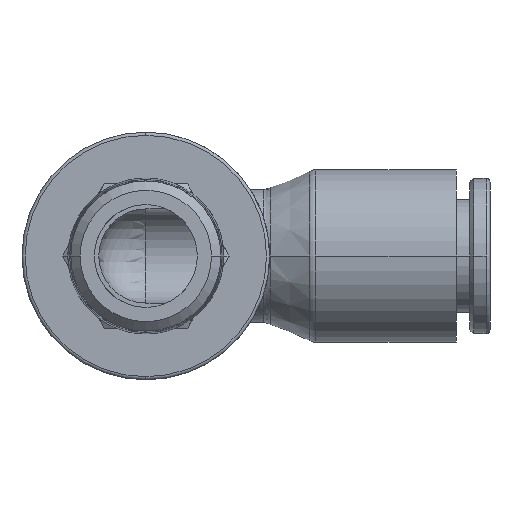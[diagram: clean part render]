
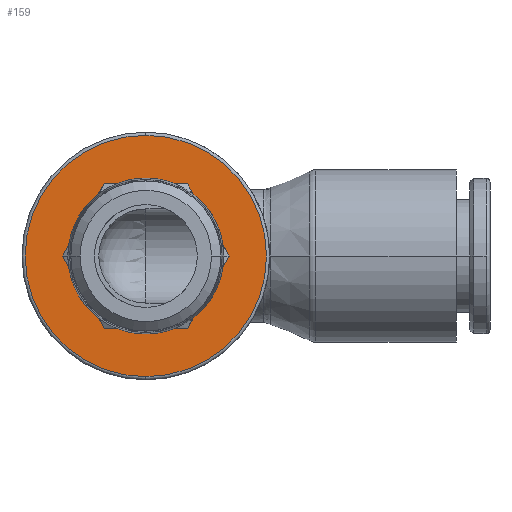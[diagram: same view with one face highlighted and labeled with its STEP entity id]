
A CAD part, front view. The second image highlights one B-rep face of the part: STEP entity #159.
In plain terms, the highlighted planar face has unit normal (0, -1, 0).
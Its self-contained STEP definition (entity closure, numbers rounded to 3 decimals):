
#159=ADVANCED_FACE('',(#404,#405),#406,.T.);
#404=FACE_BOUND('',#668,.T.);
#405=FACE_OUTER_BOUND('',#669,.T.);
#406=PLANE('',#670);
#668=EDGE_LOOP('',(#1618,#1619,#1620,#1621,#1622,#1623,#1624,#1625,#1626,#1627,#1628,#1629,#1630,#1631));
#669=EDGE_LOOP('',(#1632,#1633,#1634));
#670=AXIS2_PLACEMENT_3D('',#1635,#1636,#1637);
#1618=ORIENTED_EDGE('',*,*,#2027,.T.);
#1619=ORIENTED_EDGE('',*,*,#2023,.T.);
#1620=ORIENTED_EDGE('',*,*,#2020,.T.);
#1621=ORIENTED_EDGE('',*,*,#2016,.T.);
#1622=ORIENTED_EDGE('',*,*,#1807,.T.);
#1623=ORIENTED_EDGE('',*,*,#2015,.T.);
#1624=ORIENTED_EDGE('',*,*,#2000,.T.);
#1625=ORIENTED_EDGE('',*,*,#2030,.T.);
#1626=ORIENTED_EDGE('',*,*,#2007,.T.);
#1627=ORIENTED_EDGE('',*,*,#2031,.T.);
#1628=ORIENTED_EDGE('',*,*,#2013,.T.);
#1629=ORIENTED_EDGE('',*,*,#2032,.T.);
#1630=ORIENTED_EDGE('',*,*,#1802,.T.);
#1631=ORIENTED_EDGE('',*,*,#2033,.T.);
#1632=ORIENTED_EDGE('',*,*,#2036,.F.);
#1633=ORIENTED_EDGE('',*,*,#2037,.F.);
#1634=ORIENTED_EDGE('',*,*,#1787,.F.);
#1635=CARTESIAN_POINT('',(-3.85,4.5,0.0));
#1636=DIRECTION('',(0.,-1.0,0.0));
#1637=DIRECTION('',(1.0,0.,0.0));
#1787=EDGE_CURVE('',#2167,#2169,#2170,.T.);
#1802=EDGE_CURVE('',#2193,#2195,#2197,.T.);
#1807=EDGE_CURVE('',#2207,#2204,#2208,.T.);
#2000=EDGE_CURVE('',#2515,#2513,#2516,.T.);
#2007=EDGE_CURVE('',#2526,#2524,#2527,.T.);
#2013=EDGE_CURVE('',#2534,#2532,#2535,.T.);
#2015=EDGE_CURVE('',#2204,#2515,#2537,.T.);
#2016=EDGE_CURVE('',#2538,#2207,#2539,.T.);
#2020=EDGE_CURVE('',#2545,#2538,#2546,.T.);
#2023=EDGE_CURVE('',#2549,#2545,#2550,.T.);
#2027=EDGE_CURVE('',#2556,#2549,#2557,.T.);
#2030=EDGE_CURVE('',#2513,#2526,#2560,.T.);
#2031=EDGE_CURVE('',#2524,#2534,#2561,.T.);
#2032=EDGE_CURVE('',#2532,#2193,#2562,.T.);
#2033=EDGE_CURVE('',#2195,#2556,#2563,.T.);
#2036=EDGE_CURVE('',#2566,#2167,#2567,.T.);
#2037=EDGE_CURVE('',#2169,#2566,#2568,.T.);
#2167=VERTEX_POINT('',#2823);
#2169=VERTEX_POINT('',#2825);
#2170=CIRCLE('',#2826,7.7);
#2193=VERTEX_POINT('',#2851);
#2195=VERTEX_POINT('',#2854);
#2197=CIRCLE('',#2867,4.617);
#2204=VERTEX_POINT('',#2886);
#2207=VERTEX_POINT('',#2890);
#2208=CIRCLE('',#2891,4.617);
#2513=VERTEX_POINT('',#3506);
#2515=VERTEX_POINT('',#3519);
#2516=LINE('',#3520,#3521);
#2524=VERTEX_POINT('',#3564);
#2526=VERTEX_POINT('',#3577);
#2527=LINE('',#3578,#3579);
#2532=VERTEX_POINT('',#3618);
#2534=VERTEX_POINT('',#3631);
#2535=LINE('',#3632,#3633);
#2537=CIRCLE('',#3646,4.617);
#2538=VERTEX_POINT('',#3647);
#2539=LINE('',#3648,#3649);
#2545=VERTEX_POINT('',#3678);
#2546=CIRCLE('',#3679,4.617);
#2549=VERTEX_POINT('',#3704);
#2550=LINE('',#3705,#3706);
#2556=VERTEX_POINT('',#3735);
#2557=CIRCLE('',#3736,4.617);
#2560=CIRCLE('',#3761,4.617);
#2561=CIRCLE('',#3762,4.617);
#2562=CIRCLE('',#3763,4.617);
#2563=LINE('',#3764,#3765);
#2566=VERTEX_POINT('',#3768);
#2567=CIRCLE('',#3769,7.7);
#2568=CIRCLE('',#3770,7.7);
#2823=CARTESIAN_POINT('',(0.,4.5,7.7));
#2825=CARTESIAN_POINT('',(0.,4.5,-7.7));
#2826=AXIS2_PLACEMENT_3D('',#3925,#3926,#3927);
#2851=CARTESIAN_POINT('',(4.617,4.5,0.));
#2854=CARTESIAN_POINT('',(4.183,4.5,-1.954));
#2867=AXIS2_PLACEMENT_3D('',#3961,#3962,#3963);
#2886=CARTESIAN_POINT('',(-4.617,4.5,0.));
#2890=CARTESIAN_POINT('',(-4.183,4.5,-1.954));
#2891=AXIS2_PLACEMENT_3D('',#3969,#3970,#3971);
#3506=CARTESIAN_POINT('',(-3.784,4.5,2.646));
#3519=CARTESIAN_POINT('',(-4.183,4.5,1.954));
#3520=CARTESIAN_POINT('',(-4.465,4.5,1.466));
#3521=VECTOR('',#4357,1.0);
#3564=CARTESIAN_POINT('',(0.4,4.5,4.6));
#3577=CARTESIAN_POINT('',(-0.4,4.5,4.6));
#3578=CARTESIAN_POINT('',(-1.925,4.5,4.6));
#3579=VECTOR('',#4360,1.0);
#3618=CARTESIAN_POINT('',(4.183,4.5,1.954));
#3631=CARTESIAN_POINT('',(3.784,4.5,2.646));
#3632=CARTESIAN_POINT('',(3.502,4.5,3.134));
#3633=VECTOR('',#4362,1.0);
#3646=AXIS2_PLACEMENT_3D('',#4363,#4364,#4365);
#3647=CARTESIAN_POINT('',(-3.784,4.5,-2.646));
#3648=CARTESIAN_POINT('',(-4.465,4.5,-1.466));
#3649=VECTOR('',#4366,1.0);
#3678=CARTESIAN_POINT('',(-0.4,4.5,-4.6));
#3679=AXIS2_PLACEMENT_3D('',#4368,#4369,#4370);
#3704=CARTESIAN_POINT('',(0.4,4.5,-4.6));
#3705=CARTESIAN_POINT('',(-1.925,4.5,-4.6));
#3706=VECTOR('',#4371,1.0);
#3735=CARTESIAN_POINT('',(3.784,4.5,-2.646));
#3736=AXIS2_PLACEMENT_3D('',#4373,#4374,#4375);
#3761=AXIS2_PLACEMENT_3D('',#4376,#4377,#4378);
#3762=AXIS2_PLACEMENT_3D('',#4379,#4380,#4381);
#3763=AXIS2_PLACEMENT_3D('',#4382,#4383,#4384);
#3764=CARTESIAN_POINT('',(3.502,4.5,-3.134));
#3765=VECTOR('',#4385,1.0);
#3768=CARTESIAN_POINT('',(-7.7,4.5,0.0));
#3769=AXIS2_PLACEMENT_3D('',#4392,#4393,#4394);
#3770=AXIS2_PLACEMENT_3D('',#4395,#4396,#4397);
#3925=CARTESIAN_POINT('',(0.0,4.5,0.0));
#3926=DIRECTION('',(0.0,1.0,0.0));
#3927=DIRECTION('',(-1.0,0.0,0.0));
#3961=CARTESIAN_POINT('',(0.0,4.5,0.0));
#3962=DIRECTION('',(0.,1.0,0.0));
#3963=DIRECTION('',(1.0,0.,0.0));
#3969=CARTESIAN_POINT('',(0.0,4.5,0.0));
#3970=DIRECTION('',(0.,1.0,0.0));
#3971=DIRECTION('',(1.0,0.,0.0));
#4357=DIRECTION('',(0.5,0.,0.866));
#4360=DIRECTION('',(1.0,0.,0.));
#4362=DIRECTION('',(0.5,0.,-0.866));
#4363=CARTESIAN_POINT('',(0.0,4.5,0.0));
#4364=DIRECTION('',(0.,1.0,0.0));
#4365=DIRECTION('',(1.0,0.,0.0));
#4366=DIRECTION('',(-0.5,0.,0.866));
#4368=CARTESIAN_POINT('',(0.0,4.5,0.0));
#4369=DIRECTION('',(0.,1.0,0.0));
#4370=DIRECTION('',(1.0,0.,0.0));
#4371=DIRECTION('',(-1.0,0.,0.0));
#4373=CARTESIAN_POINT('',(0.0,4.5,0.0));
#4374=DIRECTION('',(0.,1.0,0.0));
#4375=DIRECTION('',(1.0,0.,0.0));
#4376=CARTESIAN_POINT('',(0.0,4.5,0.0));
#4377=DIRECTION('',(0.,1.0,0.0));
#4378=DIRECTION('',(1.0,0.,0.0));
#4379=CARTESIAN_POINT('',(0.0,4.5,0.0));
#4380=DIRECTION('',(0.,1.0,0.0));
#4381=DIRECTION('',(1.0,0.,0.0));
#4382=CARTESIAN_POINT('',(0.0,4.5,0.0));
#4383=DIRECTION('',(0.,1.0,0.0));
#4384=DIRECTION('',(1.0,0.,0.0));
#4385=DIRECTION('',(-0.5,0.,-0.866));
#4392=CARTESIAN_POINT('',(0.0,4.5,0.0));
#4393=DIRECTION('',(0.0,1.0,0.0));
#4394=DIRECTION('',(-1.0,0.0,0.0));
#4395=CARTESIAN_POINT('',(0.0,4.5,0.0));
#4396=DIRECTION('',(0.0,1.0,0.0));
#4397=DIRECTION('',(-1.0,0.0,0.0));
